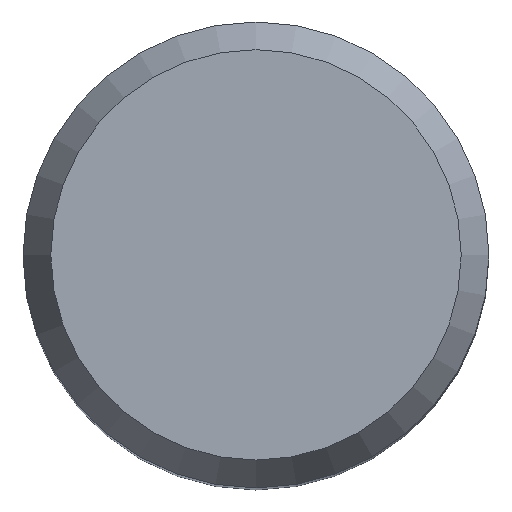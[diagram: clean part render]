
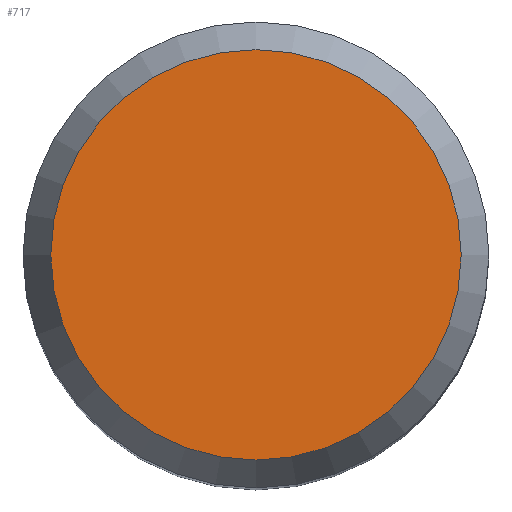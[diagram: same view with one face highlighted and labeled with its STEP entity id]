
A CAD part, top view. The second image highlights one B-rep face of the part: STEP entity #717.
In plain terms, the highlighted planar face has unit normal (0, 0, 1).
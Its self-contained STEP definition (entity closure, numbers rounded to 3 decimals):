
#212 = VERTEX_POINT('',#213);
#213 = CARTESIAN_POINT('',(-17.091,7.,105.6));
#219 = EDGE_CURVE('',#212,#212,#220,.T.);
#220 = CIRCLE('',#221,17.091);
#221 = AXIS2_PLACEMENT_3D('',#222,#223,#224);
#222 = CARTESIAN_POINT('',(0.,7.,105.6));
#223 = DIRECTION('',(0.,0.,1.));
#224 = DIRECTION('',(-1.,0.,0.));
#717 = ADVANCED_FACE('',(#718),#721,.T.);
#718 = FACE_BOUND('',#719,.T.);
#719 = EDGE_LOOP('',(#720));
#720 = ORIENTED_EDGE('',*,*,#219,.T.);
#721 = PLANE('',#722);
#722 = AXIS2_PLACEMENT_3D('',#723,#724,#725);
#723 = CARTESIAN_POINT('',(0.,7.,105.6));
#724 = DIRECTION('',(0.,0.,1.));
#725 = DIRECTION('',(-1.,0.,0.));
